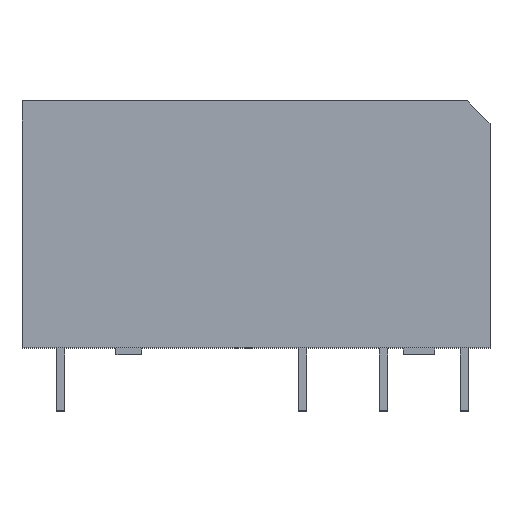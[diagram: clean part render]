
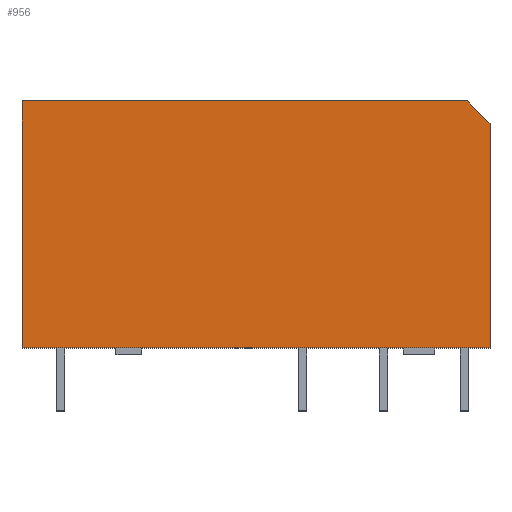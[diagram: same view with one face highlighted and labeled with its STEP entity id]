
A CAD part, top view. The second image highlights one B-rep face of the part: STEP entity #956.
In plain terms, the highlighted planar face has unit normal (0, 0, 1).
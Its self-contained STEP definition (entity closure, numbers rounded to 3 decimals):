
#56 = EDGE_CURVE ( 'NONE', #1247, #1662, #376, .T. ) ;
#147 = CARTESIAN_POINT ( 'NONE',  ( -2.4, 0.4, 2.6 ) ) ;
#376 = LINE ( 'NONE', #377, #378 ) ;
#377 = CARTESIAN_POINT ( 'NONE',  ( 25.2, 15.7, 2.6 ) ) ;
#378 = VECTOR ( 'NONE', #379, 1000. ) ;
#379 = DIRECTION ( 'NONE',  ( -0.707, 0.707, 0. ) ) ;
#490 = CARTESIAN_POINT ( 'NONE',  ( -2.4, 15.7, 2.6 ) ) ;
#590 = LINE ( 'NONE', #592, #593 ) ;
#592 = CARTESIAN_POINT ( 'NONE',  ( -2.4, 0.4, 2.6 ) ) ;
#593 = VECTOR ( 'NONE', #594, 1000. ) ;
#594 = DIRECTION ( 'NONE',  ( 1., 0., 0. ) ) ;
#881 = CARTESIAN_POINT ( 'NONE',  ( 25.2, 15.7, 2.6 ) ) ;
#956 = ADVANCED_FACE ( 'NONE', ( #1216 ), #1217, .F. ) ;
#994 = LINE ( 'NONE', #995, #996 ) ;
#995 = CARTESIAN_POINT ( 'NONE',  ( -2.4, 15.7, 2.6 ) ) ;
#996 = VECTOR ( 'NONE', #997, 1000. ) ;
#997 = DIRECTION ( 'NONE',  ( 0., -1., 0. ) ) ;
#1078 = EDGE_CURVE ( 'NONE', #1247, #1727, #1274, .T. ) ;
#1139 = LINE ( 'NONE', #1140, #1141 ) ;
#1140 = CARTESIAN_POINT ( 'NONE',  ( -2.4, 15.7, 2.6 ) ) ;
#1141 = VECTOR ( 'NONE', #1142, 1000. ) ;
#1142 = DIRECTION ( 'NONE',  ( 1., 0., 0. ) ) ;
#1145 = CARTESIAN_POINT ( 'NONE',  ( 26.6, 0.4, 2.6 ) ) ;
#1216 = FACE_OUTER_BOUND ( 'NONE', #1681, .T. ) ;
#1217 = PLANE ( 'NONE',  #1218 ) ;
#1218 = AXIS2_PLACEMENT_3D ( 'NONE', #1219, #1220, #1221 ) ;
#1219 = CARTESIAN_POINT ( 'NONE',  ( -2.4, 15.7, 2.6 ) ) ;
#1220 = DIRECTION ( 'NONE',  ( 0., 0., -1. ) ) ;
#1221 = DIRECTION ( 'NONE',  ( -1., 0., 0. ) ) ;
#1247 = VERTEX_POINT ( 'NONE', #1311 ) ;
#1274 = LINE ( 'NONE', #1275, #1276 ) ;
#1275 = CARTESIAN_POINT ( 'NONE',  ( 26.6, 15.7, 2.6 ) ) ;
#1276 = VECTOR ( 'NONE', #1277, 1000. ) ;
#1277 = DIRECTION ( 'NONE',  ( 0., -1., 0. ) ) ;
#1311 = CARTESIAN_POINT ( 'NONE',  ( 26.6, 14.3, 2.6 ) ) ;
#1479 = ORIENTED_EDGE ( 'NONE', *, *, #1919, .T. ) ;
#1555 = VERTEX_POINT ( 'NONE', #490 ) ;
#1584 = EDGE_CURVE ( 'NONE', #1785, #1727, #590, .T. ) ;
#1662 = VERTEX_POINT ( 'NONE', #881 ) ;
#1681 = EDGE_LOOP ( 'NONE', ( #1773, #1706, #1932, #1479, #1931 ) ) ;
#1706 = ORIENTED_EDGE ( 'NONE', *, *, #56, .T. ) ;
#1727 = VERTEX_POINT ( 'NONE', #1145 ) ;
#1773 = ORIENTED_EDGE ( 'NONE', *, *, #1078, .F. ) ;
#1785 = VERTEX_POINT ( 'NONE', #147 ) ;
#1919 = EDGE_CURVE ( 'NONE', #1555, #1785, #994, .T. ) ;
#1931 = ORIENTED_EDGE ( 'NONE', *, *, #1584, .T. ) ;
#1932 = ORIENTED_EDGE ( 'NONE', *, *, #1947, .F. ) ;
#1947 = EDGE_CURVE ( 'NONE', #1555, #1662, #1139, .T. ) ;
